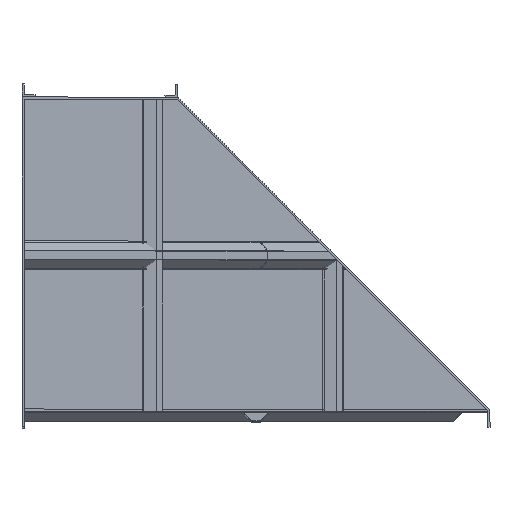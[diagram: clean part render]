
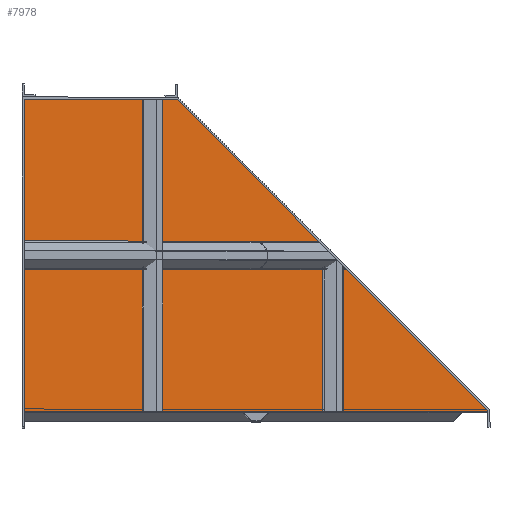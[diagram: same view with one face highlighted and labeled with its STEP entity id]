
A CAD part, top view. The second image highlights one B-rep face of the part: STEP entity #7978.
In plain terms, the highlighted planar face has unit normal (0.707, 0, 0.707).
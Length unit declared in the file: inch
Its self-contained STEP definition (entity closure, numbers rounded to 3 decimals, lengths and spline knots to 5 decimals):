
#79 = VERTEX_POINT ( 'NONE', #5558 ) ;
#477 = ORIENTED_EDGE ( 'NONE', *, *, #5811, .T. ) ;
#589 = EDGE_CURVE ( 'NONE', #79, #1746, #4875, .T. ) ;
#699 = DIRECTION ( 'NONE',  ( 0.707, 0., -0.707 ) ) ;
#1145 = LINE ( 'NONE', #3746, #2319 ) ;
#1223 = EDGE_CURVE ( 'NONE', #5238, #8008, #1145, .T. ) ;
#1489 = DIRECTION ( 'NONE',  ( 0.577, -0.577, -0.577 ) ) ;
#1661 = DIRECTION ( 'NONE',  ( 0., -1., 0. ) ) ;
#1678 = AXIS2_PLACEMENT_3D ( 'NONE', #1793, #2465, #699 ) ;
#1746 = VERTEX_POINT ( 'NONE', #7507 ) ;
#1793 = CARTESIAN_POINT ( 'NONE',  ( 54.17678, 36., 3.77678 ) ) ;
#1969 = LINE ( 'NONE', #4554, #3766 ) ;
#2046 = CARTESIAN_POINT ( 'NONE',  ( 53.75, -0.10355, 4.20355 ) ) ;
#2319 = VECTOR ( 'NONE', #4435, 39.37008 ) ;
#2465 = DIRECTION ( 'NONE',  ( 0.707, 0., 0.707 ) ) ;
#3039 = LINE ( 'NONE', #6206, #7110 ) ;
#3368 = EDGE_CURVE ( 'NONE', #79, #8008, #4620, .T. ) ;
#3737 = ORIENTED_EDGE ( 'NONE', *, *, #1223, .T. ) ;
#3746 = CARTESIAN_POINT ( 'NONE',  ( 53.75, 36., 4.20355 ) ) ;
#3766 = VECTOR ( 'NONE', #4682, 39.37008 ) ;
#3988 = ORIENTED_EDGE ( 'NONE', *, *, #3368, .F. ) ;
#4255 = ORIENTED_EDGE ( 'NONE', *, *, #4695, .F. ) ;
#4435 = DIRECTION ( 'NONE',  ( 0., 1., 0. ) ) ;
#4554 = CARTESIAN_POINT ( 'NONE',  ( 28.97678, -0.25, 28.97678 ) ) ;
#4620 = LINE ( 'NONE', #5292, #7279 ) ;
#4682 = DIRECTION ( 'NONE',  ( -0.707, 0., 0.707 ) ) ;
#4695 = EDGE_CURVE ( 'NONE', #5238, #6733, #1969, .T. ) ;
#4875 = LINE ( 'NONE', #4913, #7341 ) ;
#4889 = FACE_OUTER_BOUND ( 'NONE', #6162, .T. ) ;
#4913 = CARTESIAN_POINT ( 'NONE',  ( 28.97678, 35.75, 28.97678 ) ) ;
#5014 = PLANE ( 'NONE',  #1678 ) ;
#5238 = VERTEX_POINT ( 'NONE', #6209 ) ;
#5292 = CARTESIAN_POINT ( 'NONE',  ( 42., 11.64645, 15.95355 ) ) ;
#5484 = ORIENTED_EDGE ( 'NONE', *, *, #589, .T. ) ;
#5558 = CARTESIAN_POINT ( 'NONE',  ( 17.89645, 35.75, 40.05711 ) ) ;
#5811 = EDGE_CURVE ( 'NONE', #1746, #6733, #3039, .T. ) ;
#6162 = EDGE_LOOP ( 'NONE', ( #4255, #3737, #3988, #5484, #477 ) ) ;
#6206 = CARTESIAN_POINT ( 'NONE',  ( 0.25, 36., 57.70355 ) ) ;
#6209 = CARTESIAN_POINT ( 'NONE',  ( 53.75, -0.25, 4.20355 ) ) ;
#6733 = VERTEX_POINT ( 'NONE', #8042 ) ;
#6860 = DIRECTION ( 'NONE',  ( -0.707, 0., 0.707 ) ) ;
#7110 = VECTOR ( 'NONE', #1661, 39.37008 ) ;
#7279 = VECTOR ( 'NONE', #1489, 39.37008 ) ;
#7341 = VECTOR ( 'NONE', #6860, 39.37008 ) ;
#7507 = CARTESIAN_POINT ( 'NONE',  ( 0.25, 35.75, 57.70355 ) ) ;
#7978 = ADVANCED_FACE ( 'NONE', ( #4889 ), #5014, .T. ) ;
#8008 = VERTEX_POINT ( 'NONE', #2046 ) ;
#8042 = CARTESIAN_POINT ( 'NONE',  ( 0.25, -0.25, 57.70355 ) ) ;
